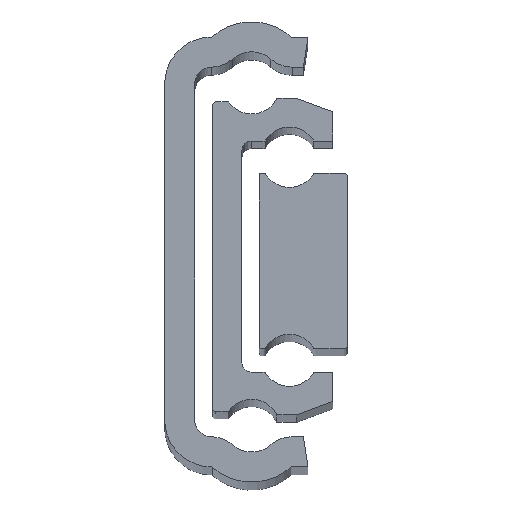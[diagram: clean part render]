
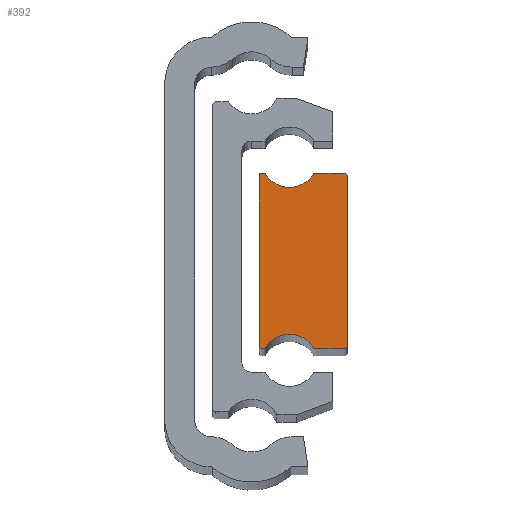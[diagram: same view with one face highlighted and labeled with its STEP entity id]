
A CAD part, top view. The second image highlights one B-rep face of the part: STEP entity #392.
In plain terms, the highlighted face is planar.
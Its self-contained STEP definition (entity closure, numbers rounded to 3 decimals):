
#3 = DIRECTION ( 'NONE',  ( 1., 0., 0. ) ) ;
#13 = CARTESIAN_POINT ( 'NONE',  ( 10.45, 9.5, 0. ) ) ;
#15 = CARTESIAN_POINT ( 'NONE',  ( 16.32, 9.5, 0. ) ) ;
#16 = CARTESIAN_POINT ( 'NONE',  ( 16.32, -9.5, 0. ) ) ;
#27 = DIRECTION ( 'NONE',  ( 0., 0., 1. ) ) ;
#37 = DIRECTION ( 'NONE',  ( 1., 0., 0. ) ) ;
#43 = CARTESIAN_POINT ( 'NONE',  ( 10.933, -9.361, 0. ) ) ;
#45 = CARTESIAN_POINT ( 'NONE',  ( 10.25, -9.3, 0. ) ) ;
#50 = CARTESIAN_POINT ( 'NONE',  ( 16.067, 9.361, 0. ) ) ;
#52 = CARTESIAN_POINT ( 'NONE',  ( 16.32, -9.2, 0. ) ) ;
#71 = CARTESIAN_POINT ( 'NONE',  ( 19.75, -9.2, 0. ) ) ;
#91 = DIRECTION ( 'NONE',  ( 0., 0., 1. ) ) ;
#99 = CARTESIAN_POINT ( 'NONE',  ( 10.933, 9.361, 0. ) ) ;
#100 = CARTESIAN_POINT ( 'NONE',  ( 10.68, -9.5, 0. ) ) ;
#102 = CARTESIAN_POINT ( 'NONE',  ( 19.75, 9.2, 0. ) ) ;
#123 = DIRECTION ( 'NONE',  ( 0., 0., 1. ) ) ;
#124 = CARTESIAN_POINT ( 'NONE',  ( 19.45, 9.5, 0. ) ) ;
#126 = DIRECTION ( 'NONE',  ( 1., 0., 0. ) ) ;
#127 = CARTESIAN_POINT ( 'NONE',  ( 19.45, -9.5, 0. ) ) ;
#131 = CARTESIAN_POINT ( 'NONE',  ( 16.32, -9.5, 0. ) ) ;
#141 = DIRECTION ( 'NONE',  ( 0., 0., -1. ) ) ;
#143 = DIRECTION ( 'NONE',  ( 1., 0., 0. ) ) ;
#149 = CARTESIAN_POINT ( 'NONE',  ( 13.5, -10.99, 0. ) ) ;
#172 = CARTESIAN_POINT ( 'NONE',  ( 19.45, 9.2, 0. ) ) ;
#200 = DIRECTION ( 'NONE',  ( 1., 0., 0. ) ) ;
#214 = DIRECTION ( 'NONE',  ( 0., 0., -1. ) ) ;
#216 = CARTESIAN_POINT ( 'NONE',  ( 10.25, 9.3, 0. ) ) ;
#230 = CARTESIAN_POINT ( 'NONE',  ( 13.5, 10.99, 0. ) ) ;
#231 = DIRECTION ( 'NONE',  ( 1., 0., 0. ) ) ;
#241 = CARTESIAN_POINT ( 'NONE',  ( 10.45, -9.5, 0. ) ) ;
#251 = CARTESIAN_POINT ( 'NONE',  ( 10.68, 9.5, 0. ) ) ;
#253 = CARTESIAN_POINT ( 'NONE',  ( 10.45, 9.3, 0. ) ) ;
#303 = CARTESIAN_POINT ( 'NONE',  ( 16.067, -9.361, 0. ) ) ;
#321 = DIRECTION ( 'NONE',  ( 0., 0., 1. ) ) ;
#322 = CARTESIAN_POINT ( 'NONE',  ( 10.45, -9.3, 0. ) ) ;
#325 = CARTESIAN_POINT ( 'NONE',  ( 19.75, -9.2, 0. ) ) ;
#331 = DIRECTION ( 'NONE',  ( 0., 1., 0. ) ) ;
#332 = DIRECTION ( 'NONE',  ( 1., 0., 0. ) ) ;
#337 = DIRECTION ( 'NONE',  ( 0., -1., 0. ) ) ;
#343 = CARTESIAN_POINT ( 'NONE',  ( 10.25, 9.3, 0. ) ) ;
#354 = DIRECTION ( 'NONE',  ( 1., 0., 0. ) ) ;
#355 = DIRECTION ( 'NONE',  ( 0., 0., 1. ) ) ;
#356 = CARTESIAN_POINT ( 'NONE',  ( 10.68, -9.2, 0. ) ) ;
#392 = ADVANCED_FACE ( 'NONE', ( #1904 ), #662, .F. ) ;
#501 = DIRECTION ( 'NONE',  ( 1., 0., 0. ) ) ;
#516 = DIRECTION ( 'NONE',  ( 0., 0., 1. ) ) ;
#526 = VERTEX_POINT ( 'NONE', #251 ) ;
#537 = VERTEX_POINT ( 'NONE', #241 ) ;
#662 = PLANE ( 'NONE',  #1424 ) ;
#666 = VERTEX_POINT ( 'NONE', #102 ) ;
#670 = VERTEX_POINT ( 'NONE', #99 ) ;
#673 = VERTEX_POINT ( 'NONE', #100 ) ;
#685 = VERTEX_POINT ( 'NONE', #71 ) ;
#729 = VERTEX_POINT ( 'NONE', #16 ) ;
#733 = CARTESIAN_POINT ( 'NONE',  ( 19.45, 9.2, 0. ) ) ;
#734 = VERTEX_POINT ( 'NONE', #15 ) ;
#736 = VERTEX_POINT ( 'NONE', #13 ) ;
#755 = VERTEX_POINT ( 'NONE', #43 ) ;
#756 = VERTEX_POINT ( 'NONE', #45 ) ;
#760 = VERTEX_POINT ( 'NONE', #50 ) ;
#773 = VERTEX_POINT ( 'NONE', #124 ) ;
#774 = VERTEX_POINT ( 'NONE', #127 ) ;
#802 = VERTEX_POINT ( 'NONE', #216 ) ;
#814 = VERTEX_POINT ( 'NONE', #303 ) ;
#1033 = AXIS2_PLACEMENT_3D ( 'NONE', #230, #214, #200 ) ;
#1037 = AXIS2_PLACEMENT_3D ( 'NONE', #52, #123, #126 ) ;
#1038 = AXIS2_PLACEMENT_3D ( 'NONE', #253, #27, #3 ) ;
#1040 = AXIS2_PLACEMENT_3D ( 'NONE', #172, #91, #37 ) ;
#1045 = AXIS2_PLACEMENT_3D ( 'NONE', #149, #141, #143 ) ;
#1053 = AXIS2_PLACEMENT_3D ( 'NONE', #322, #321, #332 ) ;
#1054 = AXIS2_PLACEMENT_3D ( 'NONE', #356, #355, #354 ) ;
#1066 = AXIS2_PLACEMENT_3D ( 'NONE', #2520, #2521, #2522 ) ;
#1068 = AXIS2_PLACEMENT_3D ( 'NONE', #2536, #2537, #2538 ) ;
#1140 = AXIS2_PLACEMENT_3D ( 'NONE', #2912, #2918, #2919 ) ;
#1187 = EDGE_CURVE ( 'NONE', #729, #774, #2073, .T. ) ;
#1188 = EDGE_CURVE ( 'NONE', #760, #670, #2083, .T. ) ;
#1192 = EDGE_CURVE ( 'NONE', #814, #729, #2090, .T. ) ;
#1200 = EDGE_CURVE ( 'NONE', #736, #802, #2103, .T. ) ;
#1205 = EDGE_CURVE ( 'NONE', #666, #773, #2111, .T. ) ;
#1210 = EDGE_CURVE ( 'NONE', #755, #814, #2118, .T. ) ;
#1228 = EDGE_CURVE ( 'NONE', #756, #537, #2145, .T. ) ;
#1229 = EDGE_CURVE ( 'NONE', #685, #666, #2144, .T. ) ;
#1231 = EDGE_CURVE ( 'NONE', #673, #755, #2151, .T. ) ;
#1246 = EDGE_CURVE ( 'NONE', #802, #756, #2167, .T. ) ;
#1259 = EDGE_CURVE ( 'NONE', #773, #734, #2193, .T. ) ;
#1260 = EDGE_CURVE ( 'NONE', #670, #526, #2198, .T. ) ;
#1267 = EDGE_CURVE ( 'NONE', #774, #685, #2207, .T. ) ;
#1424 = AXIS2_PLACEMENT_3D ( 'NONE', #733, #516, #501 ) ;
#1476 = EDGE_LOOP ( 'NONE', ( #1728, #1729, #1730, #1731, #1732, #1733, #1734, #1735, #1736, #1737, #1738, #1739, #1740, #1741, #1742, #1743 ) ) ;
#1728 = ORIENTED_EDGE ( 'NONE', *, *, #1205, .F. ) ;
#1729 = ORIENTED_EDGE ( 'NONE', *, *, #1229, .F. ) ;
#1730 = ORIENTED_EDGE ( 'NONE', *, *, #1267, .F. ) ;
#1731 = ORIENTED_EDGE ( 'NONE', *, *, #1187, .F. ) ;
#1732 = ORIENTED_EDGE ( 'NONE', *, *, #1192, .F. ) ;
#1733 = ORIENTED_EDGE ( 'NONE', *, *, #1210, .F. ) ;
#1734 = ORIENTED_EDGE ( 'NONE', *, *, #1231, .F. ) ;
#1735 = ORIENTED_EDGE ( 'NONE', *, *, #3068, .F. ) ;
#1736 = ORIENTED_EDGE ( 'NONE', *, *, #1228, .F. ) ;
#1737 = ORIENTED_EDGE ( 'NONE', *, *, #1246, .F. ) ;
#1738 = ORIENTED_EDGE ( 'NONE', *, *, #1200, .F. ) ;
#1739 = ORIENTED_EDGE ( 'NONE', *, *, #3140, .F. ) ;
#1740 = ORIENTED_EDGE ( 'NONE', *, *, #1260, .F. ) ;
#1741 = ORIENTED_EDGE ( 'NONE', *, *, #1188, .F. ) ;
#1742 = ORIENTED_EDGE ( 'NONE', *, *, #3118, .F. ) ;
#1743 = ORIENTED_EDGE ( 'NONE', *, *, #1259, .F. ) ;
#1904 = FACE_OUTER_BOUND ( 'NONE', #1476, .T. ) ;
#2073 = LINE ( 'NONE', #131, #2079 ) ;
#2079 = VECTOR ( 'NONE', #231, 1000. ) ;
#2083 = CIRCLE ( 'NONE', #1033, 3.04 ) ;
#2090 = CIRCLE ( 'NONE', #1037, 0.3 ) ;
#2103 = CIRCLE ( 'NONE', #1038, 0.2 ) ;
#2111 = CIRCLE ( 'NONE', #1040, 0.3 ) ;
#2118 = CIRCLE ( 'NONE', #1045, 3.04 ) ;
#2141 = VECTOR ( 'NONE', #331, 1000. ) ;
#2144 = LINE ( 'NONE', #325, #2141 ) ;
#2145 = CIRCLE ( 'NONE', #1053, 0.2 ) ;
#2151 = CIRCLE ( 'NONE', #1054, 0.3 ) ;
#2167 = LINE ( 'NONE', #343, #2174 ) ;
#2174 = VECTOR ( 'NONE', #337, 1000. ) ;
#2193 = LINE ( 'NONE', #2518, #2194 ) ;
#2194 = VECTOR ( 'NONE', #2519, 1000. ) ;
#2198 = CIRCLE ( 'NONE', #1066, 0.3 ) ;
#2207 = CIRCLE ( 'NONE', #1068, 0.3 ) ;
#2412 = LINE ( 'NONE', #2882, #2415 ) ;
#2415 = VECTOR ( 'NONE', #2883, 1000. ) ;
#2449 = CIRCLE ( 'NONE', #1140, 0.3 ) ;
#2452 = LINE ( 'NONE', #2971, #2471 ) ;
#2471 = VECTOR ( 'NONE', #2972, 1000. ) ;
#2518 = CARTESIAN_POINT ( 'NONE',  ( 19.45, 9.5, 0. ) ) ;
#2519 = DIRECTION ( 'NONE',  ( -1., 0., 0. ) ) ;
#2520 = CARTESIAN_POINT ( 'NONE',  ( 10.68, 9.2, 0. ) ) ;
#2521 = DIRECTION ( 'NONE',  ( 0., 0., 1. ) ) ;
#2522 = DIRECTION ( 'NONE',  ( 1., 0., 0. ) ) ;
#2536 = CARTESIAN_POINT ( 'NONE',  ( 19.45, -9.2, 0. ) ) ;
#2537 = DIRECTION ( 'NONE',  ( 0., 0., 1. ) ) ;
#2538 = DIRECTION ( 'NONE',  ( 1., 0., 0. ) ) ;
#2882 = CARTESIAN_POINT ( 'NONE',  ( 10.45, -9.5, 0. ) ) ;
#2883 = DIRECTION ( 'NONE',  ( 1., 0., 0. ) ) ;
#2912 = CARTESIAN_POINT ( 'NONE',  ( 16.32, 9.2, 0. ) ) ;
#2918 = DIRECTION ( 'NONE',  ( 0., 0., 1. ) ) ;
#2919 = DIRECTION ( 'NONE',  ( 1., 0., 0. ) ) ;
#2971 = CARTESIAN_POINT ( 'NONE',  ( 10.68, 9.5, 0. ) ) ;
#2972 = DIRECTION ( 'NONE',  ( -1., 0., 0. ) ) ;
#3068 = EDGE_CURVE ( 'NONE', #537, #673, #2412, .T. ) ;
#3118 = EDGE_CURVE ( 'NONE', #734, #760, #2449, .T. ) ;
#3140 = EDGE_CURVE ( 'NONE', #526, #736, #2452, .T. ) ;
